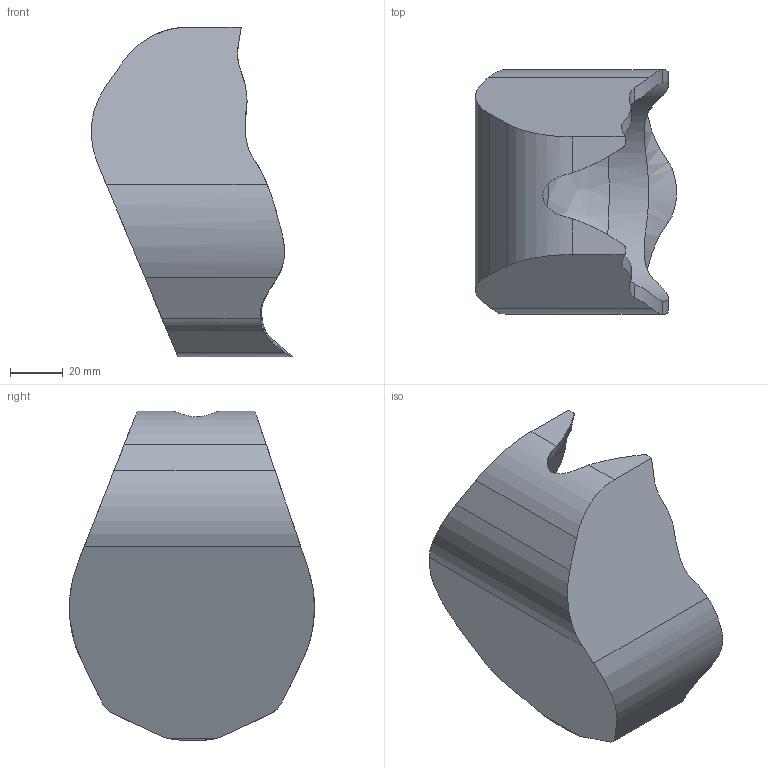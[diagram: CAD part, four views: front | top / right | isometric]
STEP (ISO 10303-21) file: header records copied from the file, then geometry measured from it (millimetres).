
FILE_DESCRIPTION(/* description */ (''),/* implementation_level */ '2;1');
FILE_NAME(/* name */ 'MaskFitCheck.step',/* time_stamp */ '2020-03-19T13:01:45-04:00',/* author */ (''),/* organization */ (''),/* preprocessor_version */ 'ST-DEVELOPER v18',/* originating_system */ 'Autodesk Translation Framework v8.12.0.6',/* authorisation */ '');
FILE_SCHEMA (('AUTOMOTIVE_DESIGN { 1 0 10303 214 3 1 1 }'));
Length unit declared in the file: millimetre
Products named in the file (2): me scan; Component1
Assembly tree (1 placements, depth 2):
  me scan
    Component1
Bounding box: 76.41 x 92.97 x 125.05 mm (x, y, z)
Volume: 151034.5 mm3; surface area: 46189.4 mm2
Topology: 1 solids, 1 shells, 57 faces, 159 edges, 104 vertices
Faces by surface type: cylinder 21, plane 19, bspline 12, cone 3, sphere 2
Entity records: 2702 total; most frequent: CARTESIAN_POINT 1285, ORIENTED_EDGE 318, DIRECTION 249, EDGE_CURVE 159, VERTEX_POINT 104, AXIS2_PLACEMENT_3D 95, LINE 59, VECTOR 59
